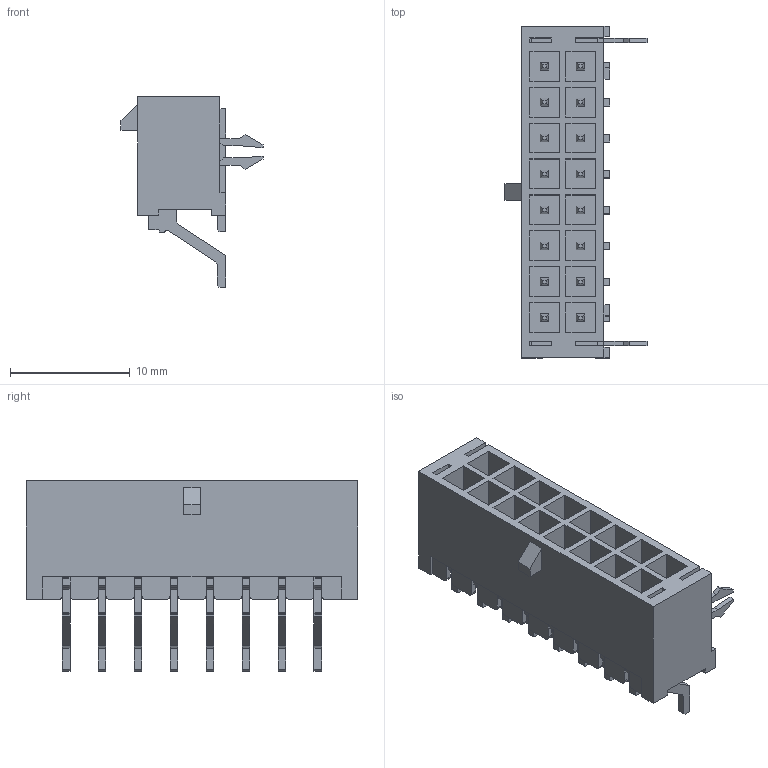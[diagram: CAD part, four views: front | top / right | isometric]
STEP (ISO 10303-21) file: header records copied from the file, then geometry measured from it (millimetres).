
FILE_DESCRIPTION(/* description */ ('Unknown'),/* implementation_level */ '2;1');
FILE_NAME(/* name */ '662116230822',/* time_stamp */ '2017-07-20T11:57:19+02:00',/* author */ ('Unknown'),/* organization */ ('Unknown'),/* preprocessor_version */ 'ST-DEVELOPER v16.7',/* originating_system */ 'DEX',/* authorisation */ $);
FILE_SCHEMA (('AUTOMOTIVE_DESIGN {1 0 10303 214 3 1 1}'));
Length unit declared in the file: millimetre
Products named in the file (5): 6621xx230822; 662016230822; 6620xx230822_PIN_COURTE; 6620xx230822_PIN_LONGUE; 6620xx230822
Assembly tree (19 placements, depth 2):
  6621xx230822
    662016230822
    6620xx230822_PIN_COURTE  x8
    6620xx230822_PIN_LONGUE  x8
    6620xx230822  x2
Bounding box: 11.86 x 27.7 x 15.9 mm (x, y, z)
Volume: 1199.4 mm3; surface area: 3314.9 mm2
Topology: 19 solids, 19 shells, 817 faces, 2282 edges, 1500 vertices
Faces by surface type: plane 727, cylinder 90
Entity records: 13689 total; most frequent: CARTESIAN_POINT 2427, ORIENTED_EDGE 2402, DIRECTION 2137, EDGE_CURVE 1201, LINE 1121, VECTOR 1121, VERTEX_POINT 798, AXIS2_PLACEMENT_3D 508
